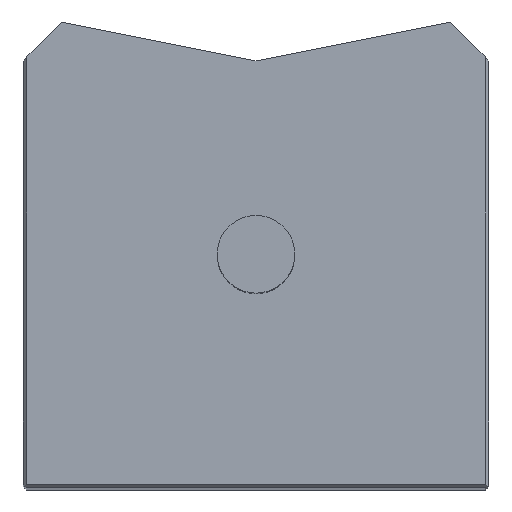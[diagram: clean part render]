
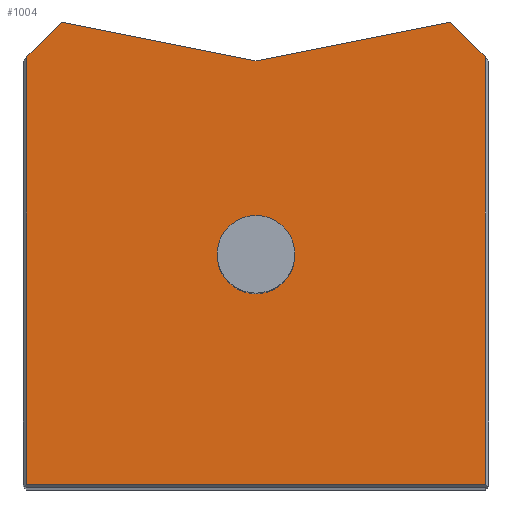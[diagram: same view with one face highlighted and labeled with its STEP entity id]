
A CAD part, top view. The second image highlights one B-rep face of the part: STEP entity #1004.
In plain terms, the highlighted planar face has unit normal (0, 0, 1).
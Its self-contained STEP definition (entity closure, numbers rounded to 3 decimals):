
#454=CARTESIAN_POINT('',(6.,6.,30.));
#455=DIRECTION('',(0.,0.,1.));
#456=DIRECTION('',(1.,0.,0.));
#457=AXIS2_PLACEMENT_3D('',#454,#455,#456);
#462=CARTESIAN_POINT('',(6.,6.,30.));
#463=DIRECTION('',(0.,0.,1.));
#464=DIRECTION('',(-1.,0.,0.));
#465=AXIS2_PLACEMENT_3D('',#462,#463,#464);
#470=DIRECTION('',(1.,0.,0.));
#471=VECTOR('',#470,11.8);
#472=CARTESIAN_POINT('',(0.1,0.1,30.));
#473=LINE('',#472,#471);
#477=DIRECTION('',(0.,-1.,0.));
#478=VECTOR('',#477,11.);
#479=CARTESIAN_POINT('',(0.1,11.1,30.));
#480=LINE('',#479,#478);
#484=DIRECTION('',(-0.707,-0.707,0.));
#485=VECTOR('',#484,1.273);
#486=CARTESIAN_POINT('',(1.,12.,30.));
#487=LINE('',#486,#485);
#491=DIRECTION('',(-0.981,0.196,0.));
#492=VECTOR('',#491,5.099);
#493=CARTESIAN_POINT('',(6.,11.,30.));
#494=LINE('',#493,#492);
#498=DIRECTION('',(-0.981,-0.196,0.));
#499=VECTOR('',#498,5.099);
#500=CARTESIAN_POINT('',(11.,12.,30.));
#501=LINE('',#500,#499);
#505=DIRECTION('',(-0.707,0.707,0.));
#506=VECTOR('',#505,1.273);
#507=CARTESIAN_POINT('',(11.9,11.1,30.));
#508=LINE('',#507,#506);
#512=DIRECTION('',(0.,1.,0.));
#513=VECTOR('',#512,11.);
#514=CARTESIAN_POINT('',(11.9,0.1,30.));
#515=LINE('',#514,#513);
#549=CARTESIAN_POINT('',(11.,12.,30.));
#550=CARTESIAN_POINT('',(6.,11.,30.));
#551=VERTEX_POINT('',#549);
#552=VERTEX_POINT('',#550);
#553=CARTESIAN_POINT('',(1.,12.,30.));
#554=VERTEX_POINT('',#553);
#559=CARTESIAN_POINT('',(7.,6.,30.));
#560=CARTESIAN_POINT('',(5.,6.,30.));
#561=VERTEX_POINT('',#559);
#562=VERTEX_POINT('',#560);
#575=CARTESIAN_POINT('',(0.1,0.1,30.));
#576=CARTESIAN_POINT('',(11.9,0.1,30.));
#577=VERTEX_POINT('',#575);
#578=VERTEX_POINT('',#576);
#587=CARTESIAN_POINT('',(0.1,11.1,30.));
#588=VERTEX_POINT('',#587);
#617=CARTESIAN_POINT('',(11.9,11.1,30.));
#618=VERTEX_POINT('',#617);
#984=CARTESIAN_POINT('',(0.,0.,30.));
#985=DIRECTION('',(0.,0.,1.));
#986=DIRECTION('',(1.,0.,0.));
#987=AXIS2_PLACEMENT_3D('',#984,#985,#986);
#988=PLANE('',#987);
#989=ORIENTED_EDGE('',*,*,#919,.F.);
#990=ORIENTED_EDGE('',*,*,#933,.F.);
#991=ORIENTED_EDGE('',*,*,#951,.F.);
#992=ORIENTED_EDGE('',*,*,#965,.F.);
#993=ORIENTED_EDGE('',*,*,#978,.F.);
#994=ORIENTED_EDGE('',*,*,#887,.F.);
#995=ORIENTED_EDGE('',*,*,#905,.F.);
#996=EDGE_LOOP('',(#989,#990,#991,#992,#993,#994,#995));
#997=FACE_OUTER_BOUND('',#996,.F.);
#999=ORIENTED_EDGE('',*,*,#998,.T.);
#1001=ORIENTED_EDGE('',*,*,#1000,.T.);
#1002=EDGE_LOOP('',(#999,#1001));
#1003=FACE_BOUND('',#1002,.F.);
#1004=ADVANCED_FACE('',(#997,#1003),#988,.T.);
#458=CIRCLE('',#457,1.);
#466=CIRCLE('',#465,1.);
#887=EDGE_CURVE('',#618,#551,#508,.T.);
#905=EDGE_CURVE('',#578,#618,#515,.T.);
#919=EDGE_CURVE('',#577,#578,#473,.T.);
#933=EDGE_CURVE('',#588,#577,#480,.T.);
#951=EDGE_CURVE('',#554,#588,#487,.T.);
#965=EDGE_CURVE('',#552,#554,#494,.T.);
#978=EDGE_CURVE('',#551,#552,#501,.T.);
#998=EDGE_CURVE('',#561,#562,#458,.T.);
#1000=EDGE_CURVE('',#562,#561,#466,.T.);
